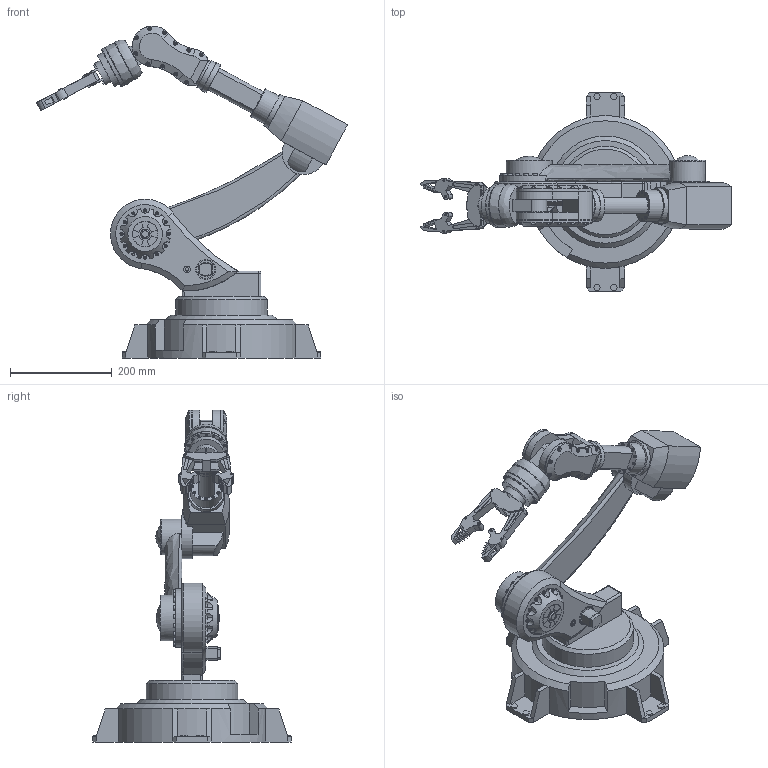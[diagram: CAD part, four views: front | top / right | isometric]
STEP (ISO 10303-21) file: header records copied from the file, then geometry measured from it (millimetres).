
FILE_DESCRIPTION(/* description */ (''),/* implementation_level */ '2;1');
FILE_NAME(/* name */ 'ROBOT.stp',/* time_stamp */ '2022-06-29T09:52:50+08:00',/* author */ (''),/* organization */ (''),/* preprocessor_version */ 'ST-DEVELOPER v16',/* originating_system */ 'SIEMENS PLM Software NX 10.0',/* authorisation */ '');
FILE_SCHEMA (('AUTOMOTIVE_DESIGN { 1 0 10303 214 3 1 1 1 }'));
Length unit declared in the file: millimetre
Products named in the file (1): Dell1A5C7583rkhd
Bounding box: 612.23 x 390.47 x 653.04 mm (x, y, z)
Volume: 11734190.3 mm3; surface area: 771741.4 mm2
Topology: 7 solids, 7 shells, 924 faces, 1985 edges, 1282 vertices
Faces by surface type: plane 545, cylinder 340, cone 21, bspline 12, torus 4, sphere 2
Full cylindrical faces by diameter (mm): 2.5 x22, 3 x34, 3.2 x12, 3.5 x8, 4.5 x38, 5 x12, 6 x25, 7 x1, 9 x13, 13 x1, 20 x4, 30 x6, 35.521 x1, 39.454 x1, 45 x1, 47 x1, 50 x2, 54 x1, 55 x1, 60 x2, 62 x2, 69 x1, 70 x2, 79 x1, 82 x1, 84 x1, 85 x1, 90 x1, 180 x1
Entity records: 26668 total; most frequent: CARTESIAN_POINT 5036, DIRECTION 4293, ORIENTED_EDGE 3542, EDGE_CURVE 1771, AXIS2_PLACEMENT_3D 1698, EDGE_LOOP 1360, VERTEX_POINT 1277, ADVANCED_FACE 924
